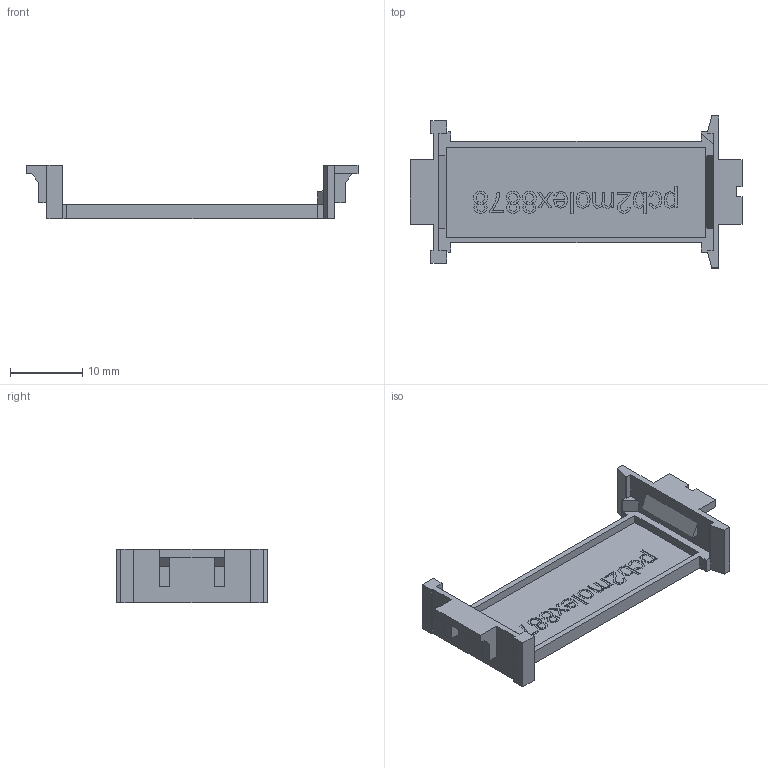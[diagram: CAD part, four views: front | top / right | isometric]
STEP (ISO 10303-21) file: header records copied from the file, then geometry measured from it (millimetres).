
FILE_DESCRIPTION(('FreeCAD Model'),'2;1');
FILE_NAME('pcb2molex8878.step', '2019-08-19T00:36:12',('Author'),(''), 'Open CASCADE STEP processor 7.3','FreeCAD','Unknown');
FILE_SCHEMA(('AUTOMOTIVE_DESIGN { 1 0 10303 214 1 1 1 1 }'));
Length unit declared in the file: millimetre
Products named in the file (1): pcb2molex8878002
Bounding box: 46.1 x 21.1 x 7.48 mm (x, y, z)
Surface area: 2273.3 mm2 (no closed solid volume)
Topology: 0 solids, 1 shells, 599 faces, 1707 edges, 1136 vertices
Faces by surface type: plane 599
Entity records: 41303 total; most frequent: CARTESIAN_POINT 6862, DIRECTION 6322, LINE 5122, VECTOR 5122, ORIENTED_EDGE 3416, PCURVE 3416, DEFINITIONAL_REPRESENTATION 3416, EDGE_CURVE 1708
